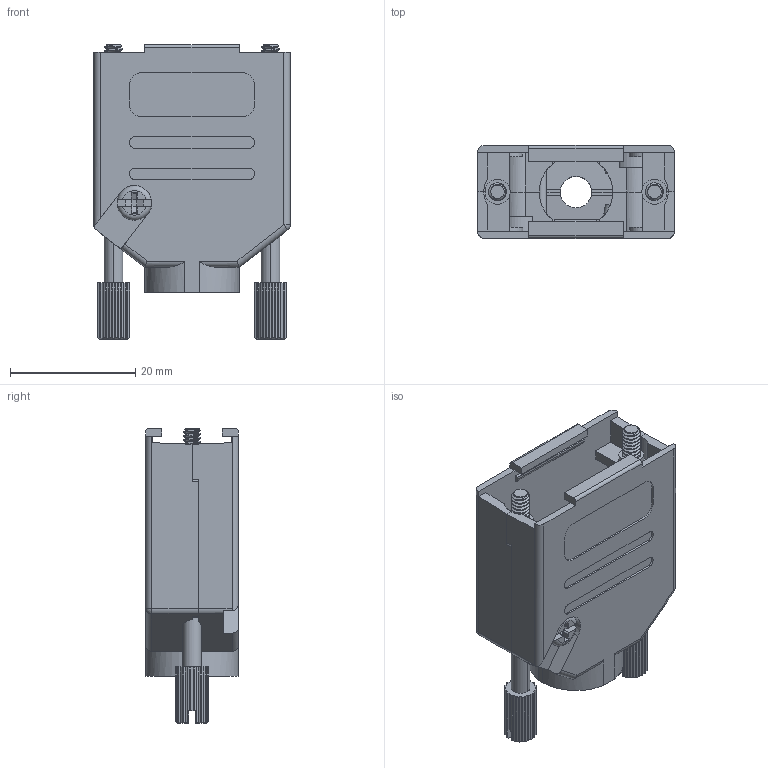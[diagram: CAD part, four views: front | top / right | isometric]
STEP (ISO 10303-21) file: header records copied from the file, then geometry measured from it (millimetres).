
FILE_DESCRIPTION (( 'STEP AP214' ), '1' );
FILE_NAME ('6688-9551.STEP', '2023-04-18T12:52:19', ( '' ), ( '' ), 'SwSTEP 2.0', 'SolidWorks 2021', '' );
FILE_SCHEMA (( 'AUTOMOTIVE_DESIGN' ));
Length unit declared in the file: millimetre
Products named in the file (6): 6805-0805-01; 6522-0121-02 (5mm); 6523-0101-01; 6855-0116-05; 6826-0141-02; 6688-9551
Assembly tree (9 placements, depth 2):
  6688-9551
    6805-0805-01  x2
    6855-0116-05  x2
    6522-0121-02 (5mm)  x2
    6826-0141-02  x2
    6523-0101-01
Bounding box: 31.3 x 14.8 x 47 mm (x, y, z)
Volume: 7298.7 mm3; surface area: 11028.3 mm2
Topology: 9 solids, 9 shells, 810 faces, 2212 edges, 1446 vertices
Faces by surface type: plane 408, cylinder 346, torus 20, bspline 18, cone 16, sphere 2
Entity records: 17926 total; most frequent: CARTESIAN_POINT 7744, ORIENTED_EDGE 2252, DIRECTION 1916, EDGE_CURVE 1126, VERTEX_POINT 735, AXIS2_PLACEMENT_3D 640, VECTOR 636, LINE 636
